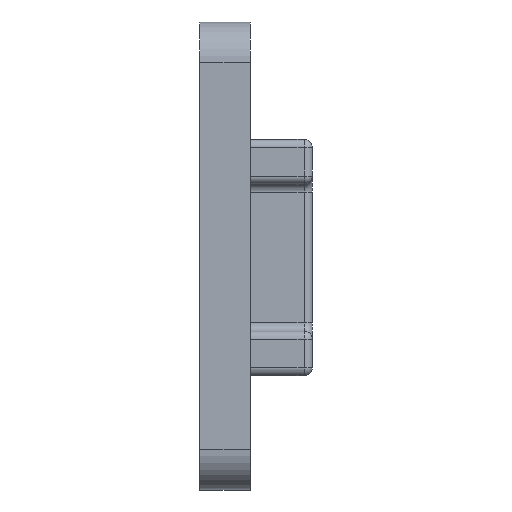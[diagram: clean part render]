
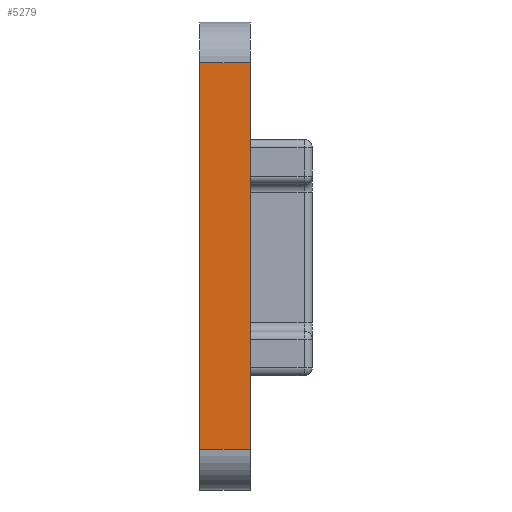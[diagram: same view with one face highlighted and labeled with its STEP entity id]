
A CAD part, front view. The second image highlights one B-rep face of the part: STEP entity #5279.
In plain terms, the highlighted planar face has unit normal (0, -1, 0).
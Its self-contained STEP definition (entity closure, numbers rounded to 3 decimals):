
#82 = EDGE_CURVE ( 'NONE', #22225, #6804, #6035, .T. ) ;
#1213 = EDGE_CURVE ( 'NONE', #14902, #22225, #5745, .T. ) ;
#1253 = CARTESIAN_POINT ( 'NONE',  ( -1.55, -18.65, 14.35 ) ) ;
#1685 = VECTOR ( 'NONE', #14788, 1000. ) ;
#2853 = ORIENTED_EDGE ( 'NONE', *, *, #82, .T. ) ;
#3508 = VECTOR ( 'NONE', #7364, 1000. ) ;
#3597 = CARTESIAN_POINT ( 'NONE',  ( 1.55, -18.65, -11.85 ) ) ;
#4719 = CARTESIAN_POINT ( 'NONE',  ( 1.55, -18.65, -11.85 ) ) ;
#4974 = DIRECTION ( 'NONE',  ( 0., 1., 0. ) ) ;
#5187 = VECTOR ( 'NONE', #6966, 1000. ) ;
#5279 = ADVANCED_FACE ( 'NONE', ( #5388 ), #14380, .F. ) ;
#5388 = FACE_OUTER_BOUND ( 'NONE', #15190, .T. ) ;
#5745 = LINE ( 'NONE', #1253, #5187 ) ;
#6035 = LINE ( 'NONE', #3597, #1685 ) ;
#6804 = VERTEX_POINT ( 'NONE', #4719 ) ;
#6966 = DIRECTION ( 'NONE',  ( 0., 0., -1. ) ) ;
#7364 = DIRECTION ( 'NONE',  ( -1., 0., 0. ) ) ;
#8746 = CARTESIAN_POINT ( 'NONE',  ( 1.55, -18.65, 14.35 ) ) ;
#9294 = CARTESIAN_POINT ( 'NONE',  ( 1.55, -18.65, 11.85 ) ) ;
#10266 = EDGE_CURVE ( 'NONE', #20786, #14902, #13295, .T. ) ;
#11710 = CARTESIAN_POINT ( 'NONE',  ( -1.55, -18.65, -11.85 ) ) ;
#13295 = LINE ( 'NONE', #9294, #3508 ) ;
#14380 = PLANE ( 'NONE',  #17476 ) ;
#14697 = CARTESIAN_POINT ( 'NONE',  ( -1.55, -18.65, 11.85 ) ) ;
#14788 = DIRECTION ( 'NONE',  ( 1., 0., 0. ) ) ;
#14902 = VERTEX_POINT ( 'NONE', #14697 ) ;
#15190 = EDGE_LOOP ( 'NONE', ( #15894, #2853, #22879, #18828 ) ) ;
#15525 = EDGE_CURVE ( 'NONE', #20786, #6804, #20968, .T. ) ;
#15702 = CARTESIAN_POINT ( 'NONE',  ( 1.55, -18.65, 11.85 ) ) ;
#15894 = ORIENTED_EDGE ( 'NONE', *, *, #1213, .T. ) ;
#17198 = VECTOR ( 'NONE', #19071, 1000. ) ;
#17476 = AXIS2_PLACEMENT_3D ( 'NONE', #8746, #4974, #23501 ) ;
#18745 = CARTESIAN_POINT ( 'NONE',  ( 1.55, -18.65, 14.35 ) ) ;
#18828 = ORIENTED_EDGE ( 'NONE', *, *, #10266, .T. ) ;
#19071 = DIRECTION ( 'NONE',  ( 0., 0., -1. ) ) ;
#20786 = VERTEX_POINT ( 'NONE', #15702 ) ;
#20968 = LINE ( 'NONE', #18745, #17198 ) ;
#22225 = VERTEX_POINT ( 'NONE', #11710 ) ;
#22879 = ORIENTED_EDGE ( 'NONE', *, *, #15525, .F. ) ;
#23501 = DIRECTION ( 'NONE',  ( 0., 0., 1. ) ) ;
